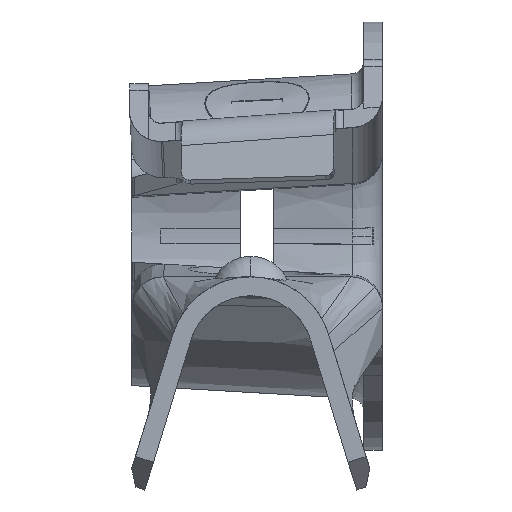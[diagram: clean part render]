
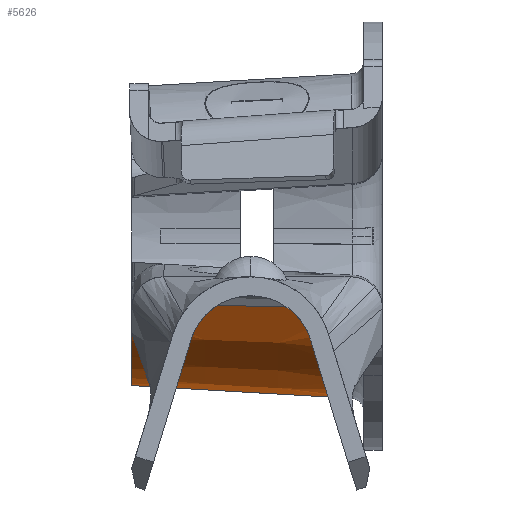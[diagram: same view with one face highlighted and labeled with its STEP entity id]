
A CAD part, left-side view. The second image highlights one B-rep face of the part: STEP entity #5626.
In plain terms, the highlighted conical face has half-angle 3.338 degrees and reference radius 9.081 mm.
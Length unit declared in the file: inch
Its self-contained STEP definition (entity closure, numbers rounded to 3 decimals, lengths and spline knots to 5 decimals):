
#330 = CARTESIAN_POINT ( 'NONE',  ( 0., 0., -0.3575 ) ) ;
#653 = CARTESIAN_POINT ( 'NONE',  ( -0.34718, -0.52675, -0.17374 ) ) ;
#1121 = EDGE_CURVE ( 'NONE', #11669, #4350, #11827, .T. ) ;
#1134 = VERTEX_POINT ( 'NONE', #4428 ) ;
#1174 = LINE ( 'NONE', #12182, #8468 ) ;
#2263 = DIRECTION ( 'NONE',  ( 0., 0., -1. ) ) ;
#2444 = VERTEX_POINT ( 'NONE', #653 ) ;
#2661 = ORIENTED_EDGE ( 'NONE', *, *, #1121, .F. ) ;
#3130 = DIRECTION ( 'NONE',  ( 0., 0., 1. ) ) ;
#4219 = ORIENTED_EDGE ( 'NONE', *, *, #5255, .T. ) ;
#4303 = LINE ( 'NONE', #4462, #4828 ) ;
#4350 = VERTEX_POINT ( 'NONE', #14823 ) ;
#4428 = CARTESIAN_POINT ( 'NONE',  ( 0., -0.3, -0.375 ) ) ;
#4462 = CARTESIAN_POINT ( 'NONE',  ( -0.3197, 0., -0.15999 ) ) ;
#4469 = EDGE_CURVE ( 'NONE', #4350, #2444, #4303, .T. ) ;
#4601 = DIRECTION ( 'NONE',  ( 0., -1., 0. ) ) ;
#4828 = VECTOR ( 'NONE', #6953, 39.37008 ) ;
#5063 = EDGE_CURVE ( 'NONE', #1134, #10264, #5584, .T. ) ;
#5255 = EDGE_CURVE ( 'NONE', #10264, #2444, #11236, .T. ) ;
#5584 = LINE ( 'NONE', #330, #13807 ) ;
#5604 = AXIS2_PLACEMENT_3D ( 'NONE', #14172, #14488, #14339 ) ;
#5626 = ADVANCED_FACE ( 'NONE', ( #10545 ), #15614, .T. ) ;
#5964 = ORIENTED_EDGE ( 'NONE', *, *, #6071, .T. ) ;
#6071 = EDGE_CURVE ( 'NONE', #11669, #1134, #1174, .T. ) ;
#6441 = AXIS2_PLACEMENT_3D ( 'NONE', #6920, #14147, #3130 ) ;
#6920 = CARTESIAN_POINT ( 'NONE',  ( 0., 0., 0. ) ) ;
#6953 = DIRECTION ( 'NONE',  ( -0.052, -0.998, -0.026 ) ) ;
#7765 = ORIENTED_EDGE ( 'NONE', *, *, #4469, .F. ) ;
#8294 = CARTESIAN_POINT ( 'NONE',  ( 0., 0., -0.3575 ) ) ;
#8468 = VECTOR ( 'NONE', #12336, 39.37008 ) ;
#9159 = ORIENTED_EDGE ( 'NONE', *, *, #5063, .T. ) ;
#10264 = VERTEX_POINT ( 'NONE', #14739 ) ;
#10396 = DIRECTION ( 'NONE',  ( 0., -0.998, -0.058 ) ) ;
#10464 = CARTESIAN_POINT ( 'NONE',  ( 0., 0., 0. ) ) ;
#10545 = FACE_OUTER_BOUND ( 'NONE', #14713, .T. ) ;
#11236 = CIRCLE ( 'NONE', #5604, 0.38823 ) ;
#11669 = VERTEX_POINT ( 'NONE', #8294 ) ;
#11827 = CIRCLE ( 'NONE', #6441, 0.3575 ) ;
#12182 = CARTESIAN_POINT ( 'NONE',  ( 0., 0., -0.3575 ) ) ;
#12336 = DIRECTION ( 'NONE',  ( 0., -0.998, -0.058 ) ) ;
#12776 = AXIS2_PLACEMENT_3D ( 'NONE', #10464, #4601, #2263 ) ;
#13807 = VECTOR ( 'NONE', #10396, 39.37008 ) ;
#14147 = DIRECTION ( 'NONE',  ( 0., 1., 0. ) ) ;
#14172 = CARTESIAN_POINT ( 'NONE',  ( 0., -0.52675, 0. ) ) ;
#14339 = DIRECTION ( 'NONE',  ( 0., 0., -1. ) ) ;
#14488 = DIRECTION ( 'NONE',  ( 0., 1., 0. ) ) ;
#14713 = EDGE_LOOP ( 'NONE', ( #2661, #5964, #9159, #4219, #7765 ) ) ;
#14739 = CARTESIAN_POINT ( 'NONE',  ( 0., -0.52675, -0.38823 ) ) ;
#14823 = CARTESIAN_POINT ( 'NONE',  ( -0.3197, 0., -0.15999 ) ) ;
#15614 = CONICAL_SURFACE ( 'NONE', #12776, 0.3575, 0.058 ) ;
